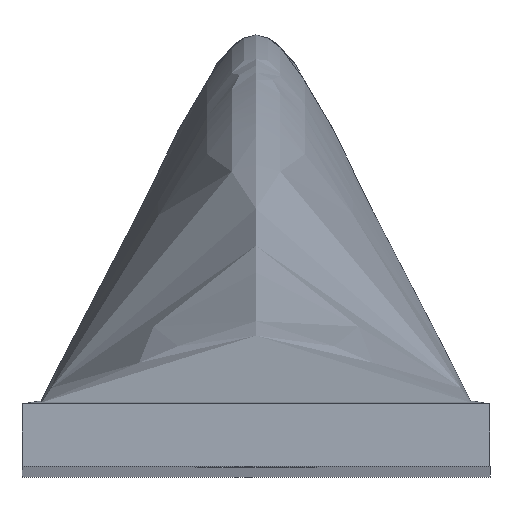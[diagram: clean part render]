
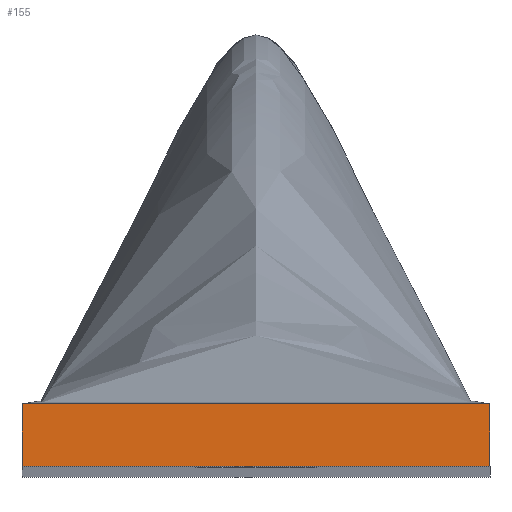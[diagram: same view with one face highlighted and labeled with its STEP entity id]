
A CAD part, top view. The second image highlights one B-rep face of the part: STEP entity #155.
In plain terms, the highlighted planar face has unit normal (0, 0, 1).
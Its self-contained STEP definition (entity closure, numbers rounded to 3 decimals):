
#20 = CARTESIAN_POINT ( 'NONE',  ( 7.5, 2., 100. ) ) ;
#28 = PLANE ( 'NONE',  #458 ) ;
#46 = DIRECTION ( 'NONE',  ( 1., 0., 0. ) ) ;
#68 = VERTEX_POINT ( 'NONE', #494 ) ;
#80 = VERTEX_POINT ( 'NONE', #573 ) ;
#92 = CARTESIAN_POINT ( 'NONE',  ( -7.5, 0., 100. ) ) ;
#95 = CARTESIAN_POINT ( 'NONE',  ( 4.5, 1.998, 100. ) ) ;
#106 = DIRECTION ( 'NONE',  ( 0., -1., 0. ) ) ;
#112 = ORIENTED_EDGE ( 'NONE', *, *, #309, .T. ) ;
#115 = ORIENTED_EDGE ( 'NONE', *, *, #456, .F. ) ;
#146 = CARTESIAN_POINT ( 'NONE',  ( 7.5, 2., 100. ) ) ;
#155 = ADVANCED_FACE ( 'NONE', ( #438 ), #28, .F. ) ;
#157 = EDGE_LOOP ( 'NONE', ( #112, #115, #297, #541 ) ) ;
#163 = B_SPLINE_CURVE_WITH_KNOTS ( 'NONE', 5,
 ( #237, #228, #233, #378, #413, #274, #95, #550, #508 ),
 .UNSPECIFIED., .F., .F.,
 ( 6, 3, 6 ),
 ( 0., 0.007, 0.015 ),
 .UNSPECIFIED. ) ;
#181 = CARTESIAN_POINT ( 'NONE',  ( 7.5, 2., 100. ) ) ;
#210 = DIRECTION ( 'NONE',  ( 0., 0., -1. ) ) ;
#221 = LINE ( 'NONE', #410, #331 ) ;
#228 = CARTESIAN_POINT ( 'NONE',  ( -6., 2., 100. ) ) ;
#233 = CARTESIAN_POINT ( 'NONE',  ( -4.5, 1.998, 100. ) ) ;
#237 = CARTESIAN_POINT ( 'NONE',  ( -7.5, 2., 100. ) ) ;
#240 = VERTEX_POINT ( 'NONE', #92 ) ;
#274 = CARTESIAN_POINT ( 'NONE',  ( 3., 2.002, 100. ) ) ;
#284 = DIRECTION ( 'NONE',  ( 0., -1., 0. ) ) ;
#297 = ORIENTED_EDGE ( 'NONE', *, *, #572, .F. ) ;
#309 = EDGE_CURVE ( 'NONE', #240, #68, #221, .T. ) ;
#311 = VERTEX_POINT ( 'NONE', #181 ) ;
#331 = VECTOR ( 'NONE', #46, 1000. ) ;
#355 = EDGE_CURVE ( 'NONE', #80, #240, #462, .T. ) ;
#378 = CARTESIAN_POINT ( 'NONE',  ( -3., 2.002, 100. ) ) ;
#410 = CARTESIAN_POINT ( 'NONE',  ( 7.5, 0., 100. ) ) ;
#413 = CARTESIAN_POINT ( 'NONE',  ( 0., 1.998, 100. ) ) ;
#418 = CARTESIAN_POINT ( 'NONE',  ( -7.5, 2., 100. ) ) ;
#438 = FACE_OUTER_BOUND ( 'NONE', #157, .T. ) ;
#456 = EDGE_CURVE ( 'NONE', #311, #68, #465, .T. ) ;
#458 = AXIS2_PLACEMENT_3D ( 'NONE', #20, #210, #577 ) ;
#462 = LINE ( 'NONE', #418, #551 ) ;
#465 = LINE ( 'NONE', #146, #497 ) ;
#494 = CARTESIAN_POINT ( 'NONE',  ( 7.5, 0., 100. ) ) ;
#497 = VECTOR ( 'NONE', #106, 1000. ) ;
#508 = CARTESIAN_POINT ( 'NONE',  ( 7.5, 2., 100. ) ) ;
#541 = ORIENTED_EDGE ( 'NONE', *, *, #355, .T. ) ;
#550 = CARTESIAN_POINT ( 'NONE',  ( 6., 2., 100. ) ) ;
#551 = VECTOR ( 'NONE', #284, 1000. ) ;
#572 = EDGE_CURVE ( 'NONE', #80, #311, #163, .T. ) ;
#573 = CARTESIAN_POINT ( 'NONE',  ( -7.5, 2., 100. ) ) ;
#577 = DIRECTION ( 'NONE',  ( -1., 0., 0. ) ) ;
